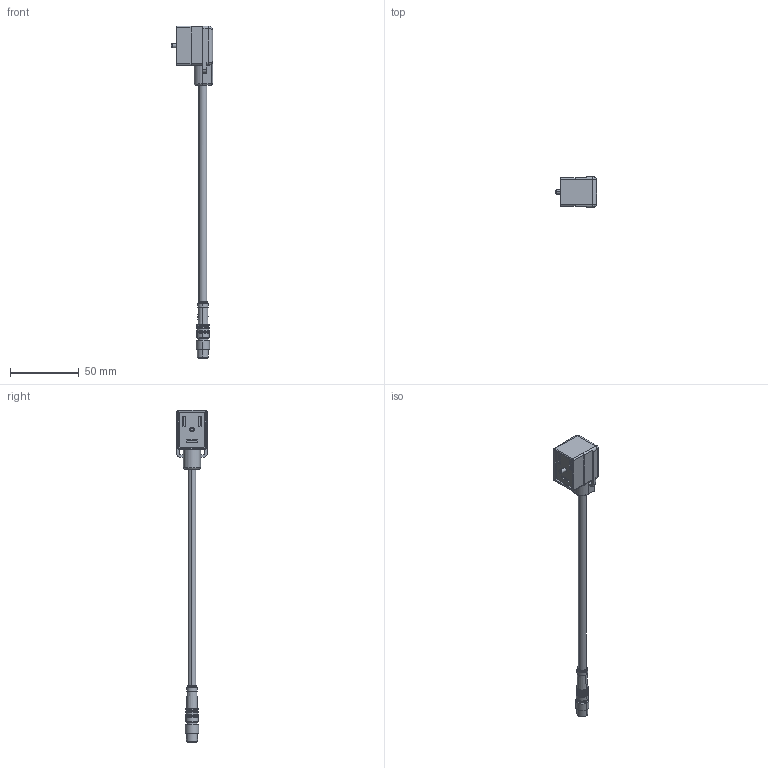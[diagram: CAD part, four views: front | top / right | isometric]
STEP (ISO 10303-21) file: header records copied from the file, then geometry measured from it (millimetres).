
FILE_DESCRIPTION(('CATIA V5 STEP Exchange','CAx-IF Rec.Pracs.--- Model Styling and Organization---1.4--- 2014-01-23'),'2;1');
FILE_NAME ('006374-7_0_1099771000_1099771000.stp','2020-09-02T05:22:27+00:00',('none'),('Weidmueller'),'CATIA Version 5-6 Release 2016 SP3 HF44','CATIA V5 STEP AP214','none');
FILE_SCHEMA(('AUTOMOTIVE_DESIGN { 1 0 10303 214 1 1 1 1 }'));
Length unit declared in the file: millimetre
Products named in the file (1): 1099771000
Bounding box: 30.05 x 22.4 x 241.31 mm (x, y, z)
Volume: 23628.6 mm3; surface area: 10123.1 mm2
Topology: 9 solids, 9 shells, 374 faces, 922 edges, 581 vertices
Faces by surface type: plane 154, cylinder 137, torus 37, cone 28, revolution 12, bspline 4, sphere 2
Entity records: 11774 total; most frequent: CARTESIAN_POINT 3770, ORIENTED_EDGE 1828, DIRECTION 1287, EDGE_CURVE 894, VERTEX_POINT 561, AXIS2_PLACEMENT_3D 536, VECTOR 427, LINE 427
